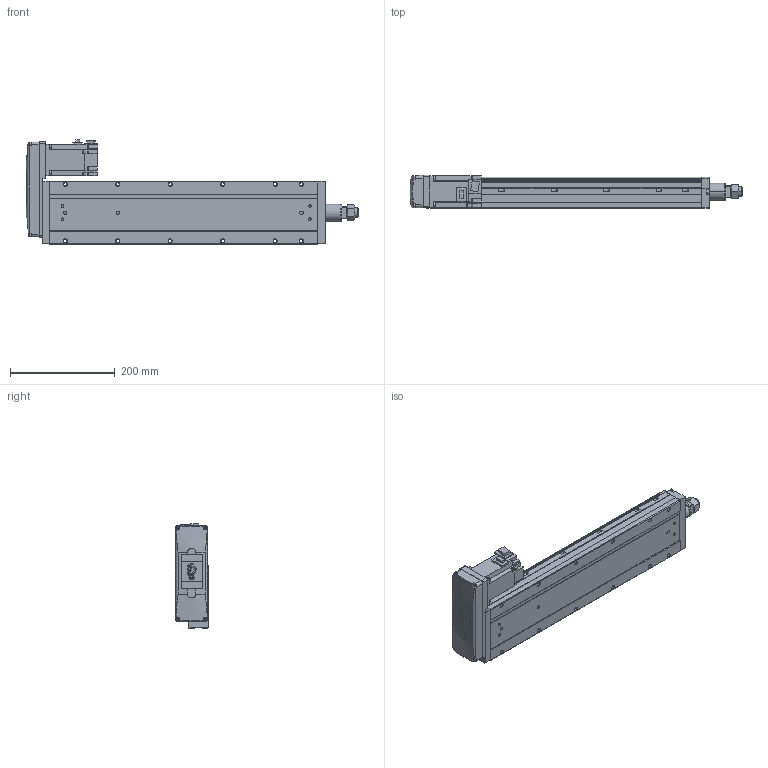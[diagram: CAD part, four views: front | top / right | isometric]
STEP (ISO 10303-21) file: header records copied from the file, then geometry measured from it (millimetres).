
FILE_DESCRIPTION (( 'STEP AP214' ), '1' );
FILE_NAME ('ETU12BL-16XLD-0300-XXXX.STEP', '2025-02-27T14:04:22', ( '' ), ( '' ), 'SwSTEP 2.0', 'SolidWorks 2022', '' );
FILE_SCHEMA (( 'AUTOMOTIVE_DESIGN' ));
Length unit declared in the file: millimetre
Products named in the file (10): ETU12-300BODY1; FANG STICKER; ETU12-300MOTOR; ETU12-300ROD; ETU12BL-16XLD-0300-XXXX; ETU12-300BODY3; ETU12-300BODY2; ETU12-300SENSOR; ETU12-300BODY0; ETU12-300NUT
Assembly tree (10 placements, depth 2):
  ETU12BL-16XLD-0300-XXXX
    ETU12-300BODY0
    ETU12-300BODY1
    ETU12-300BODY2
    ETU12-300MOTOR
    ETU12-300ROD
    ETU12-300NUT
    ETU12-300BODY3
    ETU12-300SENSOR  x2
    FANG STICKER
Bounding box: 632.8 x 63.5 x 198.8 mm (x, y, z)
Volume: 4109566.8 mm3; surface area: 416520.7 mm2
Topology: 10 solids, 10 shells, 996 faces, 2636 edges, 1738 vertices
Faces by surface type: plane 658, cylinder 282, cone 48, torus 8
Entity records: 31179 total; most frequent: CARTESIAN_POINT 5764, ORIENTED_EDGE 5212, DIRECTION 5148, EDGE_CURVE 2606, LINE 1956, VECTOR 1956, VERTEX_POINT 1718, AXIS2_PLACEMENT_3D 1596
